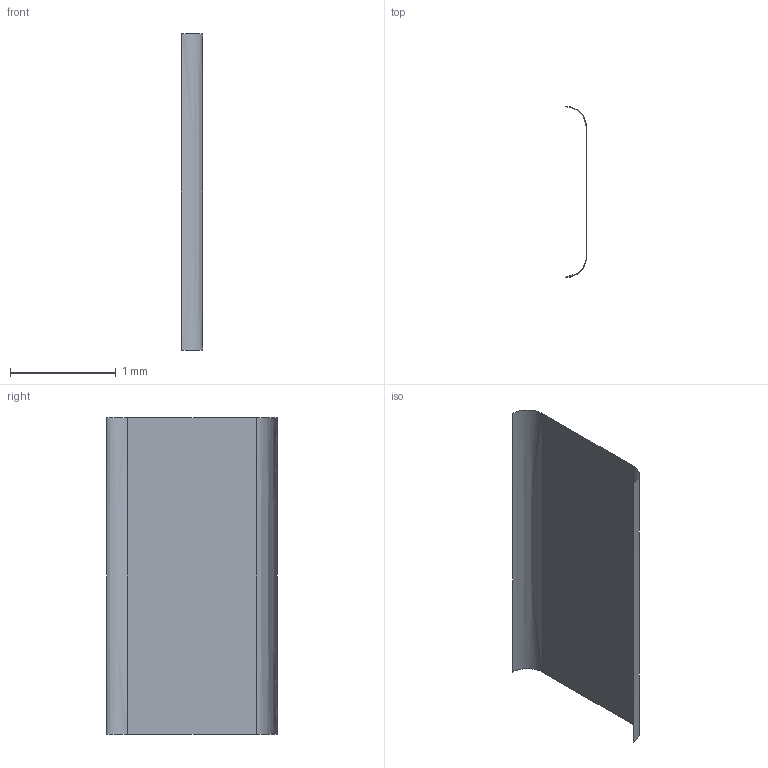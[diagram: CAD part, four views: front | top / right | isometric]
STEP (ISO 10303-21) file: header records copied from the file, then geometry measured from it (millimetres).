
FILE_DESCRIPTION((''),'2;1');
FILE_NAME('BARRE','2015-02-04T',('SESA69708'),('Schneider-Electric'),'PRO/ENGINEER BY PARAMETRIC TECHNOLOGY CORPORATION, 2012420','PRO/ENGINEER BY PARAMETRIC TECHNOLOGY CORPORATION, 2012420','');
FILE_SCHEMA(('CONFIG_CONTROL_DESIGN'));
Length unit declared in the file: millimetre
Products named in the file (1): BARRE
Bounding box: 0.2 x 1.62 x 3 mm (x, y, z)
Surface area: 5.5 mm2 (no closed solid volume)
Topology: 0 solids, 0 shells, 3 faces, 12 edges, 12 vertices
Faces by surface type: bspline 3
Entity records: 272 total; most frequent: CARTESIAN_POINT 90, DIRECTION 26, TRIMMED_CURVE 22, VECTOR 18, LINE 18, DEFINITIONAL_REPRESENTATION 12, PCURVE 12, COMPOSITE_CURVE_SEGMENT 12
